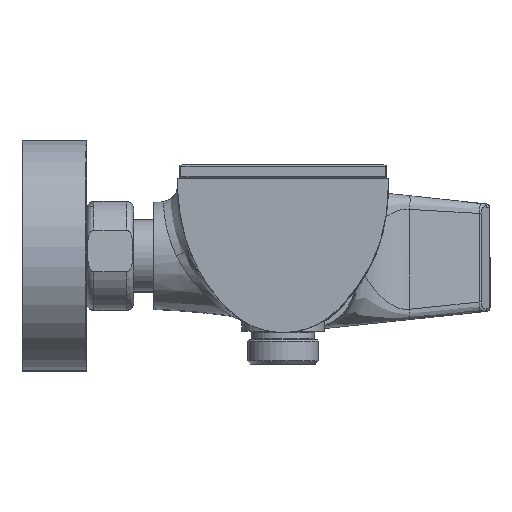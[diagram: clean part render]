
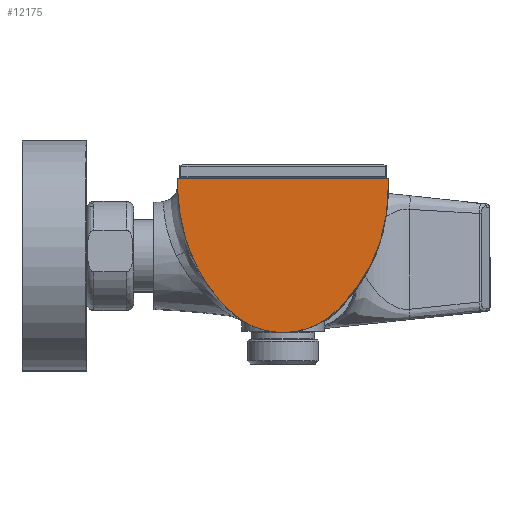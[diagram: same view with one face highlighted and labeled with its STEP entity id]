
A CAD part, top view. The second image highlights one B-rep face of the part: STEP entity #12175.
In plain terms, the highlighted planar face has unit normal (0, 0, 1).
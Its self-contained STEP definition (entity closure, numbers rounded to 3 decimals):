
#153 = CARTESIAN_POINT ( 'NONE',  ( 16.711, -14.735, 1.2 ) ) ;
#284 = CARTESIAN_POINT ( 'NONE',  ( 25.068, -3.269, 1.2 ) ) ;
#298 = LINE ( 'NONE', #14588, #8837 ) ;
#568 = CARTESIAN_POINT ( 'NONE',  ( -11.841, -18.937, 1.2 ) ) ;
#646 = CARTESIAN_POINT ( 'NONE',  ( -16.688, -14.763, 1.2 ) ) ;
#1630 = CARTESIAN_POINT ( 'NONE',  ( 30.501, 21.577, 1.2 ) ) ;
#1910 = CARTESIAN_POINT ( 'NONE',  ( -19.269, -11.868, 1.2 ) ) ;
#1974 = CARTESIAN_POINT ( 'NONE',  ( -30.501, 21.576, 1.2 ) ) ;
#1977 = DIRECTION ( 'NONE',  ( 0., 1., 0. ) ) ;
#2121 = CARTESIAN_POINT ( 'NONE',  ( -37.3, -26.19, 1.2 ) ) ;
#2191 = CARTESIAN_POINT ( 'NONE',  ( -30.473, 17.682, 1.2 ) ) ;
#3479 = CARTESIAN_POINT ( 'NONE',  ( -17.861, -13.502, 1.2 ) ) ;
#3677 = CARTESIAN_POINT ( 'NONE',  ( -8.603, -20.676, 1.2 ) ) ;
#3768 = EDGE_CURVE ( 'NONE', #11525, #17258, #298, .T. ) ;
#4989 = CARTESIAN_POINT ( 'NONE',  ( 26.137, -1.074, 1.2 ) ) ;
#5402 = CARTESIAN_POINT ( 'NONE',  ( -15., -16.447, 1.2 ) ) ;
#5453 = ORIENTED_EDGE ( 'NONE', *, *, #7899, .F. ) ;
#6543 = CARTESIAN_POINT ( 'NONE',  ( 22.52, -7.566, 1.2 ) ) ;
#6606 = CARTESIAN_POINT ( 'NONE',  ( 15.847, -15.629, 1.2 ) ) ;
#6680 = CARTESIAN_POINT ( 'NONE',  ( 30.499, 22.25, 1.2 ) ) ;
#6767 = CARTESIAN_POINT ( 'NONE',  ( -20.857, -9.824, 1.2 ) ) ;
#6965 = CARTESIAN_POINT ( 'NONE',  ( -13.892, -17.407, 1.2 ) ) ;
#6981 = CARTESIAN_POINT ( 'NONE',  ( -28.497, 5.769, 1.2 ) ) ;
#7899 = EDGE_CURVE ( 'NONE', #17258, #11525, #16834, .T. ) ;
#8166 = CARTESIAN_POINT ( 'NONE',  ( 8.603, -20.676, 1.2 ) ) ;
#8235 = CARTESIAN_POINT ( 'NONE',  ( 30.074, 12.261, 1.2 ) ) ;
#8837 = VECTOR ( 'NONE', #14657, 1000. ) ;
#9721 = CARTESIAN_POINT ( 'NONE',  ( 19.371, -11.773, 1.2 ) ) ;
#9787 = CARTESIAN_POINT ( 'NONE',  ( 0., -22.395, 1.2 ) ) ;
#10277 = CARTESIAN_POINT ( 'NONE',  ( -15.838, -15.637, 1.2 ) ) ;
#11353 = CARTESIAN_POINT ( 'NONE',  ( 17.916, -13.444, 1.2 ) ) ;
#11525 = VERTEX_POINT ( 'NONE', #16593 ) ;
#11647 = CARTESIAN_POINT ( 'NONE',  ( -22.787, -7.05, 1.2 ) ) ;
#11789 = CARTESIAN_POINT ( 'NONE',  ( -30.499, 22.083, 1.2 ) ) ;
#12175 = ADVANCED_FACE ( 'NONE', ( #13219 ), #14514, .T. ) ;
#12935 = CARTESIAN_POINT ( 'NONE',  ( 28.651, 5.746, 1.2 ) ) ;
#12998 = CARTESIAN_POINT ( 'NONE',  ( 15., -16.447, 1.2 ) ) ;
#13197 = CARTESIAN_POINT ( 'NONE',  ( 23.872, -5.418, 1.2 ) ) ;
#13219 = FACE_OUTER_BOUND ( 'NONE', #15337, .T. ) ;
#13287 = CARTESIAN_POINT ( 'NONE',  ( -26.932, 1.072, 1.2 ) ) ;
#13312 = ORIENTED_EDGE ( 'NONE', *, *, #3768, .F. ) ;
#13335 = CARTESIAN_POINT ( 'NONE',  ( -4.387, -21.961, 1.2 ) ) ;
#13861 = AXIS2_PLACEMENT_3D ( 'NONE', #2121, #15078, #1977 ) ;
#14062 = CARTESIAN_POINT ( 'NONE',  ( 30.499, 22.25, 1.2 ) ) ;
#14514 = PLANE ( 'NONE',  #13861 ) ;
#14588 = CARTESIAN_POINT ( 'NONE',  ( 30., 22.25, 1.2 ) ) ;
#14618 = CARTESIAN_POINT ( 'NONE',  ( 11.84, -18.938, 1.2 ) ) ;
#14657 = DIRECTION ( 'NONE',  ( 1., 0., 0. ) ) ;
#14759 = CARTESIAN_POINT ( 'NONE',  ( 30.5, 22.083, 1.2 ) ) ;
#14925 = CARTESIAN_POINT ( 'NONE',  ( -30.498, 22.25, 1.2 ) ) ;
#15078 = DIRECTION ( 'NONE',  ( 0., 0., 1. ) ) ;
#15337 = EDGE_LOOP ( 'NONE', ( #13312, #5453 ) ) ;
#16338 = CARTESIAN_POINT ( 'NONE',  ( 21.018, -9.687, 1.2 ) ) ;
#16593 = CARTESIAN_POINT ( 'NONE',  ( -30.498, 22.25, 1.2 ) ) ;
#16632 = CARTESIAN_POINT ( 'NONE',  ( -24.889, -3.446, 1.2 ) ) ;
#16834 = B_SPLINE_CURVE_WITH_KNOTS ( 'NONE', 3,
 ( #6680, #14759, #1630, #18018, #8235, #12935, #19470, #4989, #284, #13197, #6543, #16338, #9721, #11353, #153, #6606, #12998, #17955, #14618, #8166, #19530, #9787, #13335, #3677, #568, #6965, #5402, #10277, #646, #3479, #1910, #6767, #11647, #16632, #13287, #6981, #19836, #2191, #1974, #11789, #14925 ),
 .UNSPECIFIED., .F., .F.,
 ( 4, 1, 1, 1, 1, 1, 1, 1, 1, 1, 1, 1, 1, 1, 1, 1, 1, 1, 1, 1, 1, 1, 1, 1, 1, 1, 1, 1, 1, 1, 1, 1, 1, 1, 1, 1, 1, 1, 4 ),
 ( 0.019, 0.023, 0.032, 0.115, 0.155, 0.194, 0.214, 0.233, 0.253, 0.273, 0.295, 0.317, 0.338, 0.349, 0.36, 0.368, 0.377, 0.395, 0.43, 0.465, 0.5, 0.535, 0.571, 0.606, 0.623, 0.632, 0.641, 0.651, 0.662, 0.683, 0.704, 0.725, 0.765, 0.805, 0.845, 0.886, 0.968, 0.977, 0.981 ),
 .UNSPECIFIED. ) ;
#17258 = VERTEX_POINT ( 'NONE', #14062 ) ;
#17955 = CARTESIAN_POINT ( 'NONE',  ( 13.892, -17.407, 1.2 ) ) ;
#18018 = CARTESIAN_POINT ( 'NONE',  ( 30.478, 17.659, 1.2 ) ) ;
#19470 = CARTESIAN_POINT ( 'NONE',  ( 27.388, 1.896, 1.2 ) ) ;
#19530 = CARTESIAN_POINT ( 'NONE',  ( 4.387, -21.961, 1.2 ) ) ;
#19836 = CARTESIAN_POINT ( 'NONE',  ( -29.997, 12.301, 1.2 ) ) ;
